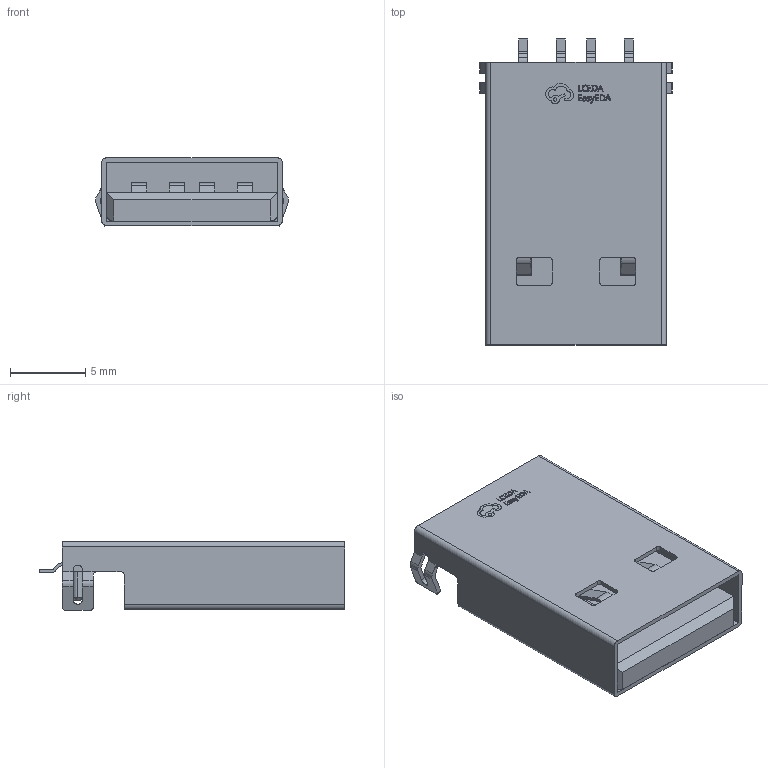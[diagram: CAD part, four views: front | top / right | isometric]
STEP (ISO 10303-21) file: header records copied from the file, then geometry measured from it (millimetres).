
FILE_DESCRIPTION (( 'STEP AP214' ), '1' );
FILE_NAME ('USB-SMD_AM180CB.step', '2022-07-15T09:45:18', ( '' ), ( '' ), 'SwSTEP 2.0', 'SolidWorks 2020', '' );
FILE_SCHEMA (( 'AUTOMOTIVE_DESIGN' ));
Length unit declared in the file: millimetre
Products named in the file (1): USB-SMD_AM180CB
Bounding box: 12.8 x 20.3 x 4.55 mm (x, y, z)
Volume: 677.2 mm3; surface area: 1738.2 mm2
Topology: 15 solids, 15 shells, 530 faces, 1470 edges, 978 vertices
Faces by surface type: plane 328, bspline 112, cylinder 86, cone 4
Entity records: 23465 total; most frequent: CARTESIAN_POINT 5113, ORIENTED_EDGE 2940, DIRECTION 2242, EDGE_CURVE 1470, LINE 1060, VECTOR 1060, VERTEX_POINT 978, AXIS2_PLACEMENT_3D 591
